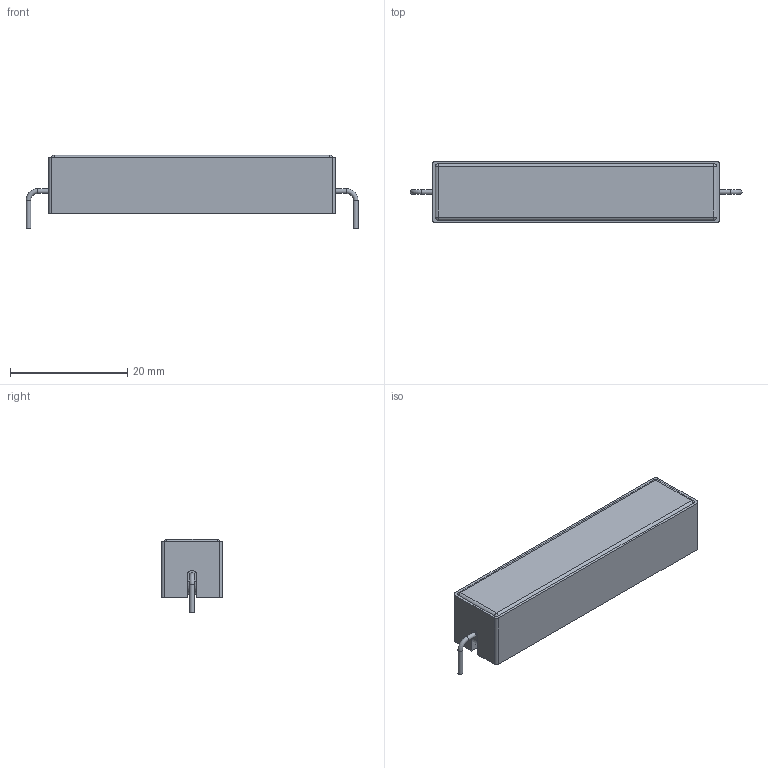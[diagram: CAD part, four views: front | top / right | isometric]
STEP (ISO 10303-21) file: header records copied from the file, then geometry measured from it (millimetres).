
FILE_DESCRIPTION(('STEP AP214'), '1');
FILE_NAME('SQP', '2019-03-03T18:46:25', ('Nobody'), (''), 'ASCON STEP Converter 1.3', 'ASCON Math Kernel', '');
FILE_SCHEMA(('AUTOMOTIVE_DESIGN { 1 0 10303 214 3 1 1}'));
Length unit declared in the file: millimetre
Bounding box: 56.68 x 10.5 x 12.5 mm (x, y, z)
Volume: 4942.9 mm3; surface area: 4256.9 mm2
Topology: 4 solids, 4 shells, 65 faces, 152 edges, 92 vertices
Faces by surface type: plane 41, cylinder 18, sphere 4, torus 2
Full cylindrical faces by diameter (mm): 0.8 x4
Entity records: 2354 total; most frequent: DIRECTION 314, CARTESIAN_POINT 300, ORIENTED_EDGE 284, EDGE_CURVE 142, AXIS2_PLACEMENT_3D 106, LINE 102, VECTOR 102, VERTEX_POINT 92
